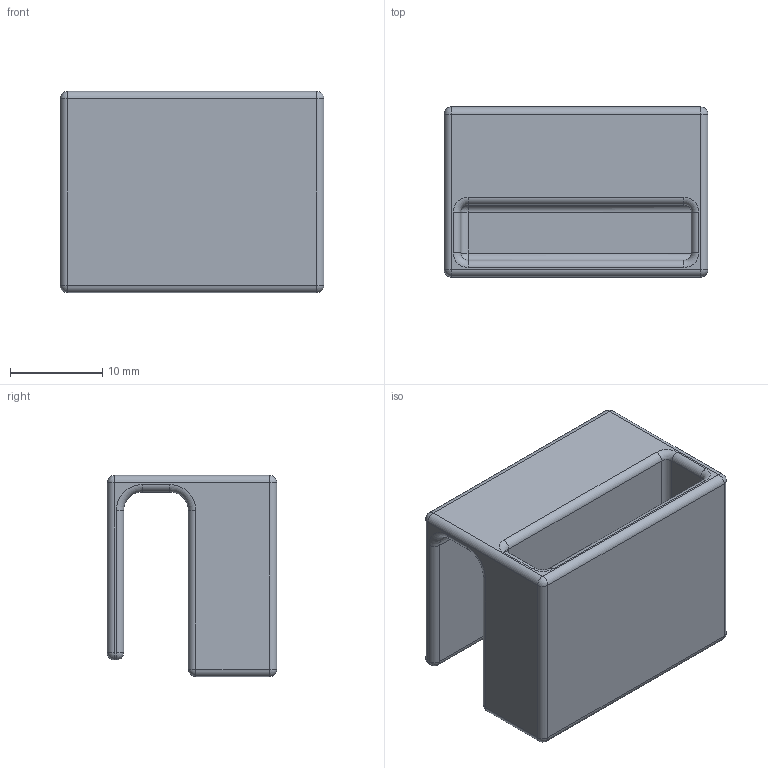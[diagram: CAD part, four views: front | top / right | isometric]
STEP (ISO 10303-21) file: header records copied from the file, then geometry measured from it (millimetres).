
FILE_DESCRIPTION(/* description */ (''),/* implementation_level */ '2;1');
FILE_NAME(/* name */ 'sd.adapter.stp',/* time_stamp */ '2016-11-15T15:24:13+01:00',/* author */ ('Administrator'),/* organization */ (''),/* preprocessor_version */ 'ST-DEVELOPER v15.6',/* originating_system */ 'Autodesk Inventor 2015',/* authorisation */ '');
FILE_SCHEMA (('AUTOMOTIVE_DESIGN { 1 0 10303 214 3 1 1 }'));
Length unit declared in the file: millimetre
Products named in the file (1): sd.adapter
Bounding box: 28.6 x 18.4 x 21.8 mm (x, y, z)
Volume: 4380.1 mm3; surface area: 4844.8 mm2
Topology: 1 solids, 1 shells, 72 faces, 147 edges, 78 vertices
Faces by surface type: cylinder 35, plane 15, sphere 14, torus 8
Entity records: 1871 total; most frequent: DIRECTION 369, CARTESIAN_POINT 298, ORIENTED_EDGE 294, AXIS2_PLACEMENT_3D 149, EDGE_CURVE 147, VERTEX_POINT 78, CIRCLE 74, EDGE_LOOP 73
